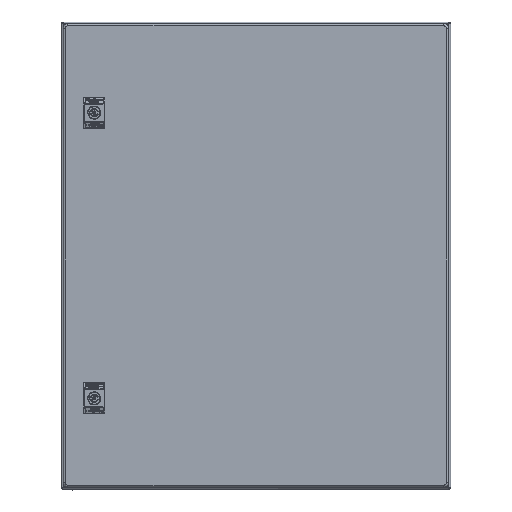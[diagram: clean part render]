
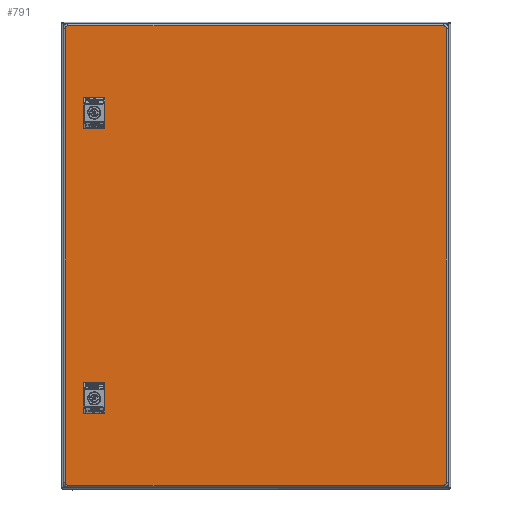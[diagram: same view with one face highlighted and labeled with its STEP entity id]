
A CAD part, top view. The second image highlights one B-rep face of the part: STEP entity #791.
In plain terms, the highlighted planar face has unit normal (0, 0, 1).
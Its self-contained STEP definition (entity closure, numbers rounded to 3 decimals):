
#791=ADVANCED_FACE('',(#5322,#5323,#5324),#5325,.T.);
#5322=FACE_OUTER_BOUND('',#15672,.T.);
#5323=FACE_BOUND('',#15673,.T.);
#5324=FACE_BOUND('',#15674,.T.);
#5325=PLANE('',#15675);
#15672=EDGE_LOOP('',(#32863,#32864,#32865,#32866,#32867,#32868,#32869,#32870));
#15673=EDGE_LOOP('',(#32871,#32872,#32873,#32874));
#15674=EDGE_LOOP('',(#32875,#32876,#32877,#32878));
#15675=AXIS2_PLACEMENT_3D('',#32879,#32880,#32881);
#32863=ORIENTED_EDGE('',*,*,#61803,.F.);
#32864=ORIENTED_EDGE('',*,*,#61804,.T.);
#32865=ORIENTED_EDGE('',*,*,#61805,.F.);
#32866=ORIENTED_EDGE('',*,*,#61806,.T.);
#32867=ORIENTED_EDGE('',*,*,#61807,.F.);
#32868=ORIENTED_EDGE('',*,*,#61808,.T.);
#32869=ORIENTED_EDGE('',*,*,#61809,.F.);
#32870=ORIENTED_EDGE('',*,*,#61810,.T.);
#32871=ORIENTED_EDGE('',*,*,#61811,.F.);
#32872=ORIENTED_EDGE('',*,*,#61812,.T.);
#32873=ORIENTED_EDGE('',*,*,#61813,.F.);
#32874=ORIENTED_EDGE('',*,*,#61814,.T.);
#32875=ORIENTED_EDGE('',*,*,#61815,.F.);
#32876=ORIENTED_EDGE('',*,*,#61816,.T.);
#32877=ORIENTED_EDGE('',*,*,#61817,.F.);
#32878=ORIENTED_EDGE('',*,*,#61818,.T.);
#32879=CARTESIAN_POINT('',(-0.3,0.0,152.21));
#32880=DIRECTION('',(0.0,0.0,1.0));
#32881=DIRECTION('',(1.0,0.0,0.0));
#61803=EDGE_CURVE('',#72990,#72991,#72992,.T.);
#61804=EDGE_CURVE('',#72990,#72993,#72994,.T.);
#61805=EDGE_CURVE('',#72995,#72993,#72996,.T.);
#61806=EDGE_CURVE('',#72995,#72997,#72998,.T.);
#61807=EDGE_CURVE('',#72999,#72997,#73000,.T.);
#61808=EDGE_CURVE('',#72999,#73001,#73002,.T.);
#61809=EDGE_CURVE('',#73003,#73001,#73004,.T.);
#61810=EDGE_CURVE('',#73003,#72991,#73005,.T.);
#61811=EDGE_CURVE('',#73006,#73007,#73008,.T.);
#61812=EDGE_CURVE('',#73006,#73009,#73010,.T.);
#61813=EDGE_CURVE('',#73011,#73009,#73012,.T.);
#61814=EDGE_CURVE('',#73011,#73007,#73013,.T.);
#61815=EDGE_CURVE('',#73014,#73015,#73016,.T.);
#61816=EDGE_CURVE('',#73014,#73017,#73018,.T.);
#61817=EDGE_CURVE('',#73019,#73017,#73020,.T.);
#61818=EDGE_CURVE('',#73019,#73015,#73021,.T.);
#72990=VERTEX_POINT('',#91148);
#72991=VERTEX_POINT('',#91149);
#72992=CIRCLE('',#91150,3.5);
#72993=VERTEX_POINT('',#91151);
#72994=LINE('',#91152,#91153);
#72995=VERTEX_POINT('',#91154);
#72996=CIRCLE('',#91155,3.5);
#72997=VERTEX_POINT('',#91156);
#72998=LINE('',#91157,#91158);
#72999=VERTEX_POINT('',#91159);
#73000=CIRCLE('',#91160,3.5);
#73001=VERTEX_POINT('',#91161);
#73002=LINE('',#91162,#91163);
#73003=VERTEX_POINT('',#91164);
#73004=CIRCLE('',#91165,3.5);
#73005=LINE('',#91166,#91167);
#73006=VERTEX_POINT('',#91168);
#73007=VERTEX_POINT('',#91169);
#73008=CIRCLE('',#91170,11.75);
#73009=VERTEX_POINT('',#91171);
#73010=LINE('',#91172,#91173);
#73011=VERTEX_POINT('',#91174);
#73012=CIRCLE('',#91175,11.75);
#73013=LINE('',#91176,#91177);
#73014=VERTEX_POINT('',#91178);
#73015=VERTEX_POINT('',#91179);
#73016=CIRCLE('',#91180,11.75);
#73017=VERTEX_POINT('',#91181);
#73018=LINE('',#91182,#91183);
#73019=VERTEX_POINT('',#91184);
#73020=CIRCLE('',#91185,11.75);
#73021=LINE('',#91186,#91187);
#91148=CARTESIAN_POINT('',(241.2,295.,152.21));
#91149=CARTESIAN_POINT('',(244.7,291.5,152.21));
#91150=AXIS2_PLACEMENT_3D('',#123536,#123537,#123538);
#91151=CARTESIAN_POINT('',(-241.8,295.,152.21));
#91152=CARTESIAN_POINT('',(241.2,295.,152.21));
#91153=VECTOR('',#123539,483.);
#91154=CARTESIAN_POINT('',(-245.3,291.5,152.21));
#91155=AXIS2_PLACEMENT_3D('',#123540,#123541,#123542);
#91156=CARTESIAN_POINT('',(-245.3,-291.5,152.21));
#91157=CARTESIAN_POINT('',(-245.3,291.5,152.21));
#91158=VECTOR('',#123543,583.);
#91159=CARTESIAN_POINT('',(-241.8,-295.,152.21));
#91160=AXIS2_PLACEMENT_3D('',#123544,#123545,#123546);
#91161=CARTESIAN_POINT('',(241.2,-295.,152.21));
#91162=CARTESIAN_POINT('',(-241.8,-295.,152.21));
#91163=VECTOR('',#123547,483.);
#91164=CARTESIAN_POINT('',(244.7,-291.5,152.21));
#91165=AXIS2_PLACEMENT_3D('',#123548,#123549,#123550);
#91166=CARTESIAN_POINT('',(244.7,-291.5,152.21));
#91167=VECTOR('',#123551,583.0);
#91168=CARTESIAN_POINT('',(-197.7,189.504,152.21));
#91169=CARTESIAN_POINT('',(-217.9,189.504,152.21));
#91170=AXIS2_PLACEMENT_3D('',#123552,#123553,#123554);
#91171=CARTESIAN_POINT('',(-197.7,177.496,152.21));
#91172=CARTESIAN_POINT('',(-197.7,189.504,152.21));
#91173=VECTOR('',#123555,12.009);
#91174=CARTESIAN_POINT('',(-217.9,177.496,152.21));
#91175=AXIS2_PLACEMENT_3D('',#123556,#123557,#123558);
#91176=CARTESIAN_POINT('',(-217.9,177.496,152.21));
#91177=VECTOR('',#123559,12.009);
#91178=CARTESIAN_POINT('',(-197.7,-177.496,152.21));
#91179=CARTESIAN_POINT('',(-217.9,-177.496,152.21));
#91180=AXIS2_PLACEMENT_3D('',#123560,#123561,#123562);
#91181=CARTESIAN_POINT('',(-197.7,-189.504,152.21));
#91182=CARTESIAN_POINT('',(-197.7,-177.496,152.21));
#91183=VECTOR('',#123563,12.009);
#91184=CARTESIAN_POINT('',(-217.9,-189.504,152.21));
#91185=AXIS2_PLACEMENT_3D('',#123564,#123565,#123566);
#91186=CARTESIAN_POINT('',(-217.9,-189.504,152.21));
#91187=VECTOR('',#123567,12.009);
#123536=CARTESIAN_POINT('',(241.2,291.5,152.21));
#123537=DIRECTION('',(0.0,0.0,-1.0));
#123538=DIRECTION('',(0.,1.0,0.0));
#123539=DIRECTION('',(-1.0,0.,0.0));
#123540=CARTESIAN_POINT('',(-241.8,291.5,152.21));
#123541=DIRECTION('',(-0.0,0.0,-1.0));
#123542=DIRECTION('',(-1.0,0.,0.0));
#123543=DIRECTION('',(0.,-1.0,0.0));
#123544=CARTESIAN_POINT('',(-241.8,-291.5,152.21));
#123545=DIRECTION('',(0.0,0.0,-1.0));
#123546=DIRECTION('',(0.,-1.0,0.0));
#123547=DIRECTION('',(1.0,0.,0.0));
#123548=CARTESIAN_POINT('',(241.2,-291.5,152.21));
#123549=DIRECTION('',(0.0,0.0,-1.0));
#123550=DIRECTION('',(1.0,0.,0.0));
#123551=DIRECTION('',(0.0,1.0,0.0));
#123552=CARTESIAN_POINT('',(-207.8,183.5,152.21));
#123553=DIRECTION('',(0.0,-0.0,1.0));
#123554=DIRECTION('',(0.86,0.511,0.0));
#123555=DIRECTION('',(0.,-1.0,0.0));
#123556=CARTESIAN_POINT('',(-207.8,183.5,152.21));
#123557=DIRECTION('',(0.0,0.0,1.0));
#123558=DIRECTION('',(-0.86,-0.511,0.0));
#123559=DIRECTION('',(0.,1.0,0.0));
#123560=CARTESIAN_POINT('',(-207.8,-183.5,152.21));
#123561=DIRECTION('',(0.0,-0.0,1.0));
#123562=DIRECTION('',(0.86,0.511,0.0));
#123563=DIRECTION('',(0.,-1.0,0.0));
#123564=CARTESIAN_POINT('',(-207.8,-183.5,152.21));
#123565=DIRECTION('',(0.0,0.0,1.0));
#123566=DIRECTION('',(-0.86,-0.511,0.0));
#123567=DIRECTION('',(0.,1.0,0.0));
